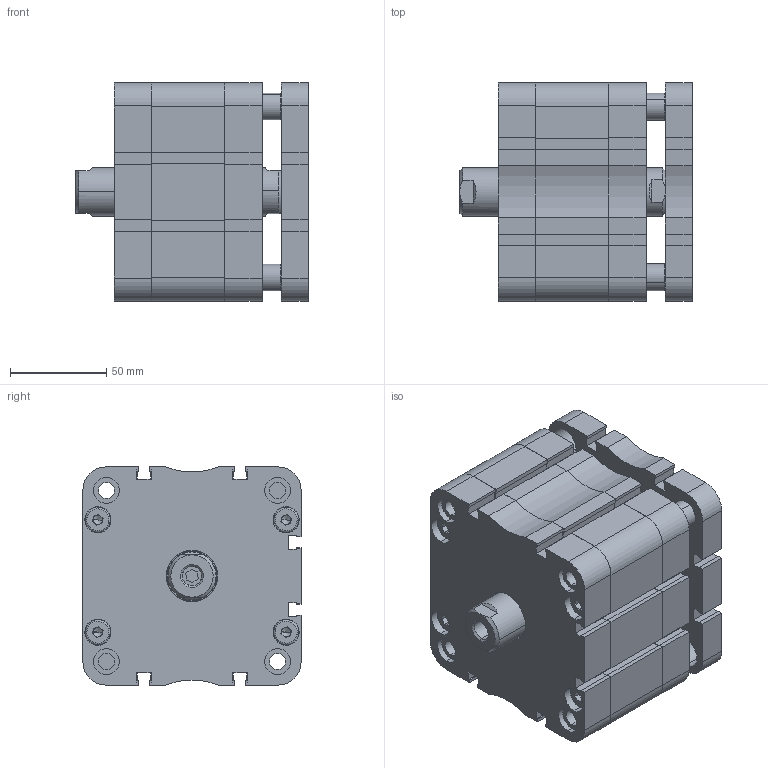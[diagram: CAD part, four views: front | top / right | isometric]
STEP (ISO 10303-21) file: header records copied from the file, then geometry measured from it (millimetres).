
FILE_DESCRIPTION (( 'STEP AP214' ), '1' );
FILE_NAME ('SM_011_100_0010_NP.STEP', '2019-11-21T12:54:04', ( '' ), ( '' ), 'SwSTEP 2.0', 'SolidWorks 2019', '' );
FILE_SCHEMA (( 'AUTOMOTIVE_DESIGN' ));
Length unit declared in the file: millimetre
Products named in the file (27): Pr皻 blok.^DTZPO_D100; socket head thin cap screw_din_DIN 7984 - M8 x 25 --- 21.25N; Kopia Pokrywa przód^Pokrywa przód blok. obr kpl_DTZPO_Smart - Pok prz¢d - zabez. przed obr. D100; socket head thin cap screw_din_DIN 7984 - M8 x 16 --- 12.25N; Kopia SMART - U. t硂czyska^Pokrywa prz骴 blok. obr kpl_DTZPO_U. t坥czyska - D100; Kopia SMART - U. typ Oring - pokrywa^Pokrywa przód blok. obr kpl_DTZPO_U. typ Oring - D100; Kopia Tuleja prowadz¹ca^Pokrywa przód kpl_DTZPO_Tuleja prowadz¥ca - D100; Kopia Pokrywa przód_Smart - Pok prz¢d - D100; T³oczysko^DTZPO_Tˆoczysko - D100; Kopia Tuleja prowadzｹca^Pokrywa prz blok. obr kpl_DTZPO_Tuleja prowadz･ca - D100; Kopia SMART - U. t硂ka lu焠a^T硂k kpl_DTZPO_U. t坥ka lu玭a - D100; Kopia T硂k_T坥k - D100; Pokrywa przód blok. obr kpl^DTZPO_Pokrywa prz¢d kpl - zabez. przed obr. D100; Kopia SMART - U. t³oka S^T³ok kpl_DTZPO_U. tˆoka S - D100; Tuleja^DTZPO_Tuleja - D100; Kopia tulejka pod szpilkê^Pokrywa przód blok. obr kpl_DTZPO_D100; Kopia Pierœcieñ prowadz¹cy^T³ok kpl_DTZPO_Pier˜cieä prowadz¥cy D100; socket set screw flat point_iso_ISO 4026 - M12 x 60-N; T³oczysko^DTZPO - 2_Tˆoczysko - D100; P³ytka prowadnika^DTZPO_Smart - Pok prz¢d - D100; Pokrywa przód kpl^DTZPO_Pokrywa prz¢d kpl - D100; Kopia Magnes^T³ok kpl_DTZPO_Magnes D100; socket head thin cap screw_din_DIN 7984 - M12 x 20 --- 14.75N; Kopia SMART - U. t³oczyska^Pokrywa przód kpl_DTZPO_U. tˆoczyska - D100; T硂k kpl^DTZPO_T坥k kpl - D100; Kopia SMART - U. typ Oring - pokrywa^Pokrywa przód kpl_DTZPO_U. typ Oring - D100; SM_011_100_0010_NP
Assembly tree (37 placements, depth 3):
  SM_011_100_0010_NP
    Pokrywa przód kpl^DTZPO_Pokrywa prz¢d kpl - D100
      Kopia Pokrywa przód_Smart - Pok prz¢d - D100
      Kopia SMART - U. typ Oring - pokrywa^Pokrywa przód kpl_DTZPO_U. typ Oring - D100
      Kopia Tuleja prowadz¹ca^Pokrywa przód kpl_DTZPO_Tuleja prowadz¥ca - D100
      Kopia SMART - U. t³oczyska^Pokrywa przód kpl_DTZPO_U. tˆoczyska - D100
    Tuleja^DTZPO_Tuleja - D100
    T硂k kpl^DTZPO_T坥k kpl - D100
      Kopia T硂k_T坥k - D100
      Kopia Magnes^T³ok kpl_DTZPO_Magnes D100
      Kopia Pierœcieñ prowadz¹cy^T³ok kpl_DTZPO_Pier˜cieä prowadz¥cy D100
      Kopia SMART - U. t硂ka lu焠a^T硂k kpl_DTZPO_U. t坥ka lu玭a - D100  x2
      Kopia SMART - U. t³oka S^T³ok kpl_DTZPO_U. tˆoka S - D100
    T³oczysko^DTZPO_Tˆoczysko - D100
    socket head thin cap screw_din_DIN 7984 - M8 x 25 --- 21.25N  x8
    socket set screw flat point_iso_ISO 4026 - M12 x 60-N
    Pokrywa przód blok. obr kpl^DTZPO_Pokrywa prz¢d kpl - zabez. przed obr. D100
      Kopia Pokrywa przód^Pokrywa przód blok. obr kpl_DTZPO_Smart - Pok prz¢d - zabez. przed obr. D100
      Kopia SMART - U. typ Oring - pokrywa^Pokrywa przód blok. obr kpl_DTZPO_U. typ Oring - D100
      Kopia Tuleja prowadzｹca^Pokrywa prz blok. obr kpl_DTZPO_Tuleja prowadz･ca - D100
      Kopia SMART - U. t硂czyska^Pokrywa prz骴 blok. obr kpl_DTZPO_U. t坥czyska - D100
      Kopia tulejka pod szpilkê^Pokrywa przód blok. obr kpl_DTZPO_D100  x2
    T³oczysko^DTZPO - 2_Tˆoczysko - D100
    P³ytka prowadnika^DTZPO_Smart - Pok prz¢d - D100
    Pr皻 blok.^DTZPO_D100  x2
    socket head thin cap screw_din_DIN 7984 - M8 x 16 --- 12.25N  x2
    socket head thin cap screw_din_DIN 7984 - M12 x 20 --- 14.75N
Bounding box: 121 x 113.5 x 113.5 mm (x, y, z)
Volume: 804779.9 mm3; surface area: 312071.1 mm2
Topology: 35 solids, 35 shells, 1321 faces, 3255 edges, 2081 vertices
Faces by surface type: plane 684, cylinder 363, cone 122, bspline 108, torus 44
Entity records: 39642 total; most frequent: CARTESIAN_POINT 12013, ORIENTED_EDGE 5470, DIRECTION 5315, EDGE_CURVE 2735, AXIS2_PLACEMENT_3D 1812, VERTEX_POINT 1788, VECTOR 1691, LINE 1691
